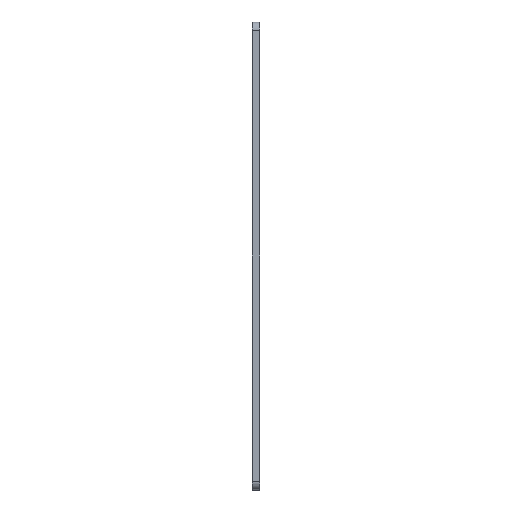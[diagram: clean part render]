
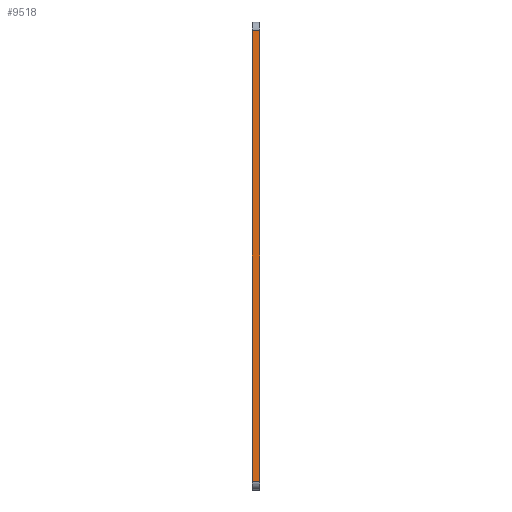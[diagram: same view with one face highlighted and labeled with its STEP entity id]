
A CAD part, left-side view. The second image highlights one B-rep face of the part: STEP entity #9518.
In plain terms, the highlighted planar face has unit normal (-1, 0, 0).
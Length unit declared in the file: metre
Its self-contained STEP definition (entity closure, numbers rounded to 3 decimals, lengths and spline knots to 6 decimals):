
#52=ORIENTED_EDGE('',*,*,#2873,.F.);
#53=ORIENTED_EDGE('',*,*,#2874,.F.);
#54=ORIENTED_EDGE('',*,*,#2875,.T.);
#55=ORIENTED_EDGE('',*,*,#2871,.T.);
#2871=EDGE_CURVE('',#4281,#4280,#5224,.T.);
#2873=EDGE_CURVE('',#4282,#4280,#5225,.T.);
#2874=EDGE_CURVE('',#4283,#4282,#5226,.T.);
#2875=EDGE_CURVE('',#4283,#4281,#5227,.T.);
#4280=VERTEX_POINT('',#12893);
#4281=VERTEX_POINT('',#12895);
#4282=VERTEX_POINT('',#12899);
#4283=VERTEX_POINT('',#12901);
#5224=LINE('',#12894,#6620);
#5225=LINE('',#12898,#6621);
#5226=LINE('',#12900,#6622);
#5227=LINE('',#12902,#6623);
#6620=VECTOR('',#10515,1.);
#6621=VECTOR('',#10520,1.);
#6622=VECTOR('',#10521,1.);
#6623=VECTOR('',#10522,1.);
#8012=EDGE_LOOP('',(#52,#53,#54,#55));
#8532=FACE_BOUND('',#8012,.T.);
#9050=PLANE('',#10009);
#9518=ADVANCED_FACE('',(#8532),#9050,.T.);
#10009=AXIS2_PLACEMENT_3D('',#12897,#10518,#10519);
#10515=DIRECTION('',(0.,1.,0.));
#10518=DIRECTION('',(-1.,0.,0.));
#10519=DIRECTION('',(0.,0.,1.));
#10520=DIRECTION('',(0.,0.,1.));
#10521=DIRECTION('',(0.,1.,0.));
#10522=DIRECTION('',(0.,0.,1.));
#12893=CARTESIAN_POINT('',(-0.005,0.,0.09825));
#12894=CARTESIAN_POINT('',(-0.005,-0.001588,0.09825));
#12895=CARTESIAN_POINT('',(-0.005,-0.001588,0.09825));
#12897=CARTESIAN_POINT('',(-0.005,-0.001588,0.047625));
#12898=CARTESIAN_POINT('',(-0.005,0.,0.047625));
#12899=CARTESIAN_POINT('',(-0.005,0.,-0.003));
#12900=CARTESIAN_POINT('',(-0.005,-0.001588,-0.003));
#12901=CARTESIAN_POINT('',(-0.005,-0.001588,-0.003));
#12902=CARTESIAN_POINT('',(-0.005,-0.001588,0.047625));
